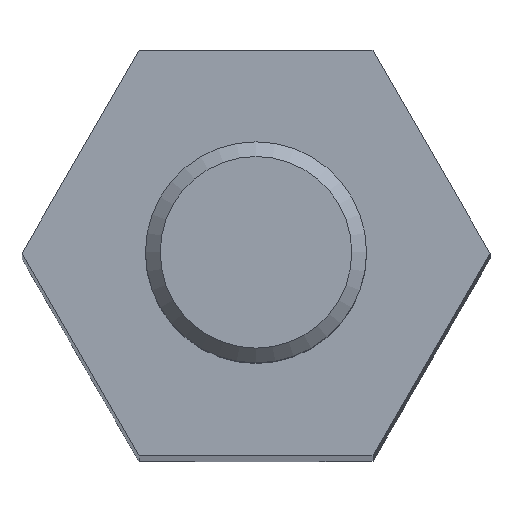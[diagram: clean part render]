
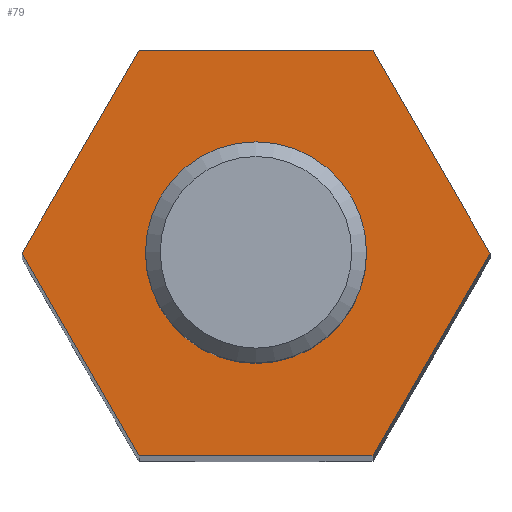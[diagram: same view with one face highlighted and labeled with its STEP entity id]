
A CAD part, top view. The second image highlights one B-rep face of the part: STEP entity #79.
In plain terms, the highlighted planar face has unit normal (0, 0, 1).
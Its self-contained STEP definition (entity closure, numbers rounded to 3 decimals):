
#79 = ADVANCED_FACE( '', ( #166, #167 ), #168, .T. );
#166 = FACE_BOUND( '', #260, .T. );
#167 = FACE_OUTER_BOUND( '', #261, .T. );
#168 = PLANE( '', #262 );
#260 = EDGE_LOOP( '', ( #413 ) );
#261 = EDGE_LOOP( '', ( #414, #415, #416, #417, #418, #419 ) );
#262 = AXIS2_PLACEMENT_3D( '', #420, #421, #422 );
#413 = ORIENTED_EDGE( '', *, *, #531, .T. );
#414 = ORIENTED_EDGE( '', *, *, #518, .T. );
#415 = ORIENTED_EDGE( '', *, *, #522, .T. );
#416 = ORIENTED_EDGE( '', *, *, #483, .T. );
#417 = ORIENTED_EDGE( '', *, *, #529, .T. );
#418 = ORIENTED_EDGE( '', *, *, #510, .T. );
#419 = ORIENTED_EDGE( '', *, *, #532, .T. );
#420 = CARTESIAN_POINT( '', ( 0., 0., 45. ) );
#421 = DIRECTION( '', ( 0., 0., 1. ) );
#422 = DIRECTION( '', ( 1., 0., 0. ) );
#483 = EDGE_CURVE( '', #553, #551, #554, .T. );
#510 = EDGE_CURVE( '', #595, #593, #596, .T. );
#518 = EDGE_CURVE( '', #608, #606, #609, .T. );
#522 = EDGE_CURVE( '', #606, #553, #614, .T. );
#529 = EDGE_CURVE( '', #551, #595, #621, .T. );
#531 = EDGE_CURVE( '', #623, #623, #624, .F. );
#532 = EDGE_CURVE( '', #593, #608, #625, .T. );
#551 = VERTEX_POINT( '', #653 );
#553 = VERTEX_POINT( '', #656 );
#554 = LINE( '', #657, #658 );
#593 = VERTEX_POINT( '', #736 );
#595 = VERTEX_POINT( '', #739 );
#596 = LINE( '', #740, #741 );
#606 = VERTEX_POINT( '', #757 );
#608 = VERTEX_POINT( '', #760 );
#609 = LINE( '', #761, #762 );
#614 = LINE( '', #775, #776 );
#621 = LINE( '', #795, #796 );
#623 = VERTEX_POINT( '', #798 );
#624 = CIRCLE( '', #799, 1.267 );
#625 = LINE( '', #800, #801 );
#653 = CARTESIAN_POINT( '', ( -1.588, -2.75, 45. ) );
#656 = CARTESIAN_POINT( '', ( -3.175, 0., 45. ) );
#657 = CARTESIAN_POINT( '', ( -3.175, 0., 45. ) );
#658 = VECTOR( '', #826, 1000. );
#736 = CARTESIAN_POINT( '', ( 3.175, 0., 45. ) );
#739 = CARTESIAN_POINT( '', ( 1.588, -2.75, 45. ) );
#740 = CARTESIAN_POINT( '', ( 1.588, -2.75, 45. ) );
#741 = VECTOR( '', #862, 1000. );
#757 = CARTESIAN_POINT( '', ( -1.588, 2.75, 45. ) );
#760 = CARTESIAN_POINT( '', ( 1.588, 2.75, 45. ) );
#761 = CARTESIAN_POINT( '', ( 1.588, 2.75, 45. ) );
#762 = VECTOR( '', #871, 1000. );
#775 = CARTESIAN_POINT( '', ( -1.588, 2.75, 45. ) );
#776 = VECTOR( '', #873, 1000. );
#795 = CARTESIAN_POINT( '', ( -1.588, -2.75, 45. ) );
#796 = VECTOR( '', #874, 1000. );
#798 = CARTESIAN_POINT( '', ( 1.267, 0., 45. ) );
#799 = AXIS2_PLACEMENT_3D( '', #875, #876, #877 );
#800 = CARTESIAN_POINT( '', ( 3.175, 0., 45. ) );
#801 = VECTOR( '', #878, 1000. );
#826 = DIRECTION( '', ( 0.5, -0.866, 0. ) );
#862 = DIRECTION( '', ( 0.5, 0.866, 0. ) );
#871 = DIRECTION( '', ( -1., 0., 0. ) );
#873 = DIRECTION( '', ( -0.5, -0.866, 0. ) );
#874 = DIRECTION( '', ( 1., 0., 0. ) );
#875 = CARTESIAN_POINT( '', ( 0., 0., 45. ) );
#876 = DIRECTION( '', ( 0., 0., 1. ) );
#877 = DIRECTION( '', ( 1., 0., 0. ) );
#878 = DIRECTION( '', ( -0.5, 0.866, 0. ) );
